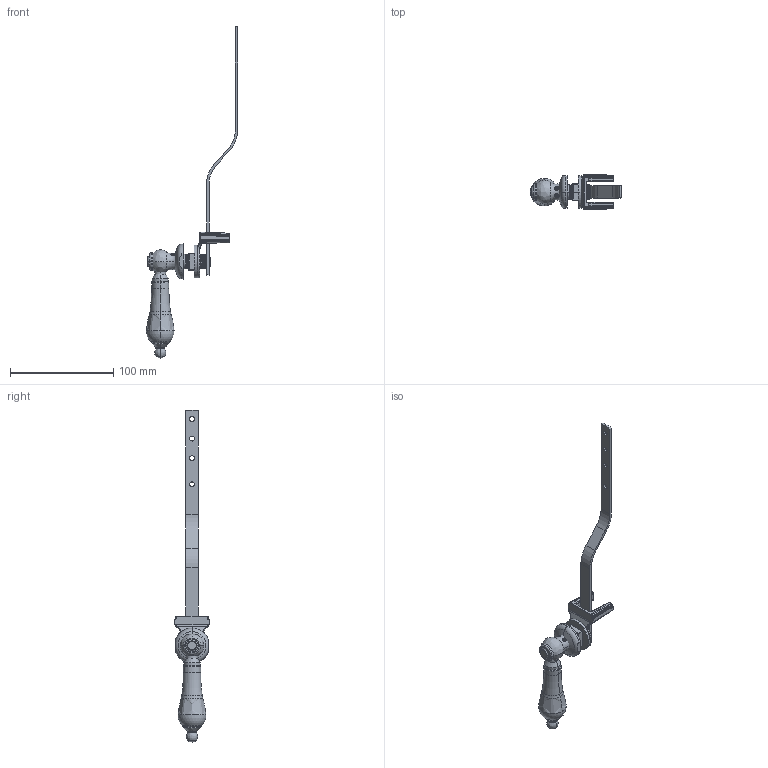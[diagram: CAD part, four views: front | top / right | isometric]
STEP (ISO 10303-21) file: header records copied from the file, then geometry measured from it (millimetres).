
FILE_DESCRIPTION((''),'2;1');
FILE_NAME('505_WEB','2010-10-26T',('ramkumar'),(''),'PRO/ENGINEER BY PARAMETRIC TECHNOLOGY CORPORATION, 2009300','PRO/ENGINEER BY PARAMETRIC TECHNOLOGY CORPORATION, 2009300','');
FILE_SCHEMA(('CONFIG_CONTROL_DESIGN'));
Length unit declared in the file: inch
Products named in the file (1): 505_WEB
Bounding box: 88.39 x 34.35 x 322.07 mm (x, y, z)
Surface area: 23542.3 mm2 (no closed solid volume)
Topology: 0 solids, 22 shells, 426 faces, 1294 edges, 858 vertices
Faces by surface type: bspline 217, cylinder 107, plane 43, torus 34, cone 17, sphere 8
Entity records: 29595 total; most frequent: CARTESIAN_POINT 19931, ORIENTED_EDGE 2128, DIRECTION 1480, EDGE_CURVE 1291, VERTEX_POINT 858, B_SPLINE_CURVE_WITH_KNOTS 594, AXIS2_PLACEMENT_3D 574, EDGE_LOOP 451
